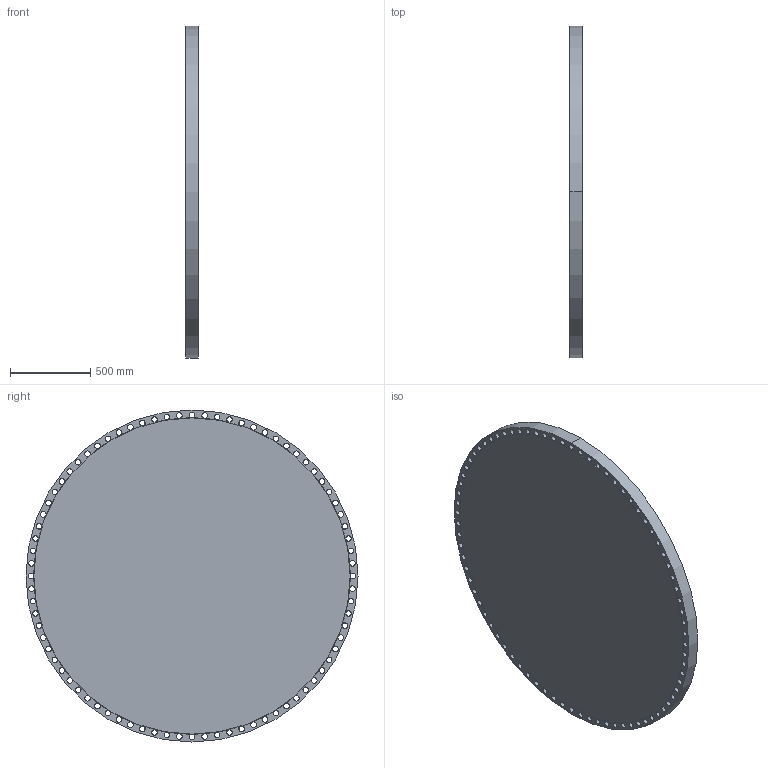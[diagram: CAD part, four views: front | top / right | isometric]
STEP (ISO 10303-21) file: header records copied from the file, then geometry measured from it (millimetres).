
FILE_DESCRIPTION (( 'STEP AP203' ), '1' );
FILE_NAME ('72_CL75_SO_B161_RF_BLF.STEP', '2024-01-12T21:45:22', ( '' ), ( '' ), 'SwSTEP 2.0', 'SolidWorks 2023', '' );
FILE_SCHEMA (( 'CONFIG_CONTROL_DESIGN' ));
Length unit declared in the file: inch
Products named in the file (1): 72_CL75_SO_B161_RF_BLF
Bounding box: 80.96 x 2070.1 x 2070.1 mm (x, y, z)
Volume: 265914424.9 mm3; surface area: 7800840.8 mm2
Topology: 1 solids, 1 shells, 167 faces, 647 edges, 403 vertices
Faces by surface type: cylinder 164, plane 3
Entity records: 7403 total; most frequent: DIRECTION 1466, ORIENTED_EDGE 1294, CARTESIAN_POINT 1218, AXIS2_PLACEMENT_3D 651, EDGE_CURVE 647, CIRCLE 483, VERTEX_POINT 403, EDGE_LOOP 248
